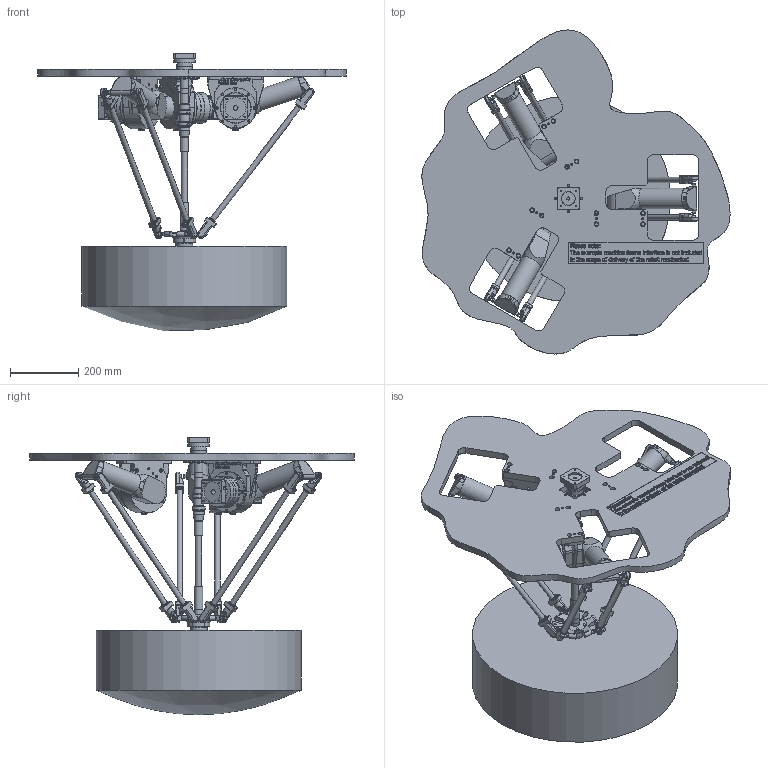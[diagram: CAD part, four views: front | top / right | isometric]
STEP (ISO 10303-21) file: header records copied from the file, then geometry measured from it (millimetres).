
FILE_DESCRIPTION(/* description */ ('Norm.iam Teamplte'),/* implementation_level */ '2;1');
FILE_NAME(/* name */ '3D-model_AL_10002.stp',/* time_stamp */ '2024-07-03T14:34:20+02:00',/* author */ ('lars.merkel'),/* organization */ (''),/* preprocessor_version */ 'ST-DEVELOPER v19.2',/* originating_system */ 'Autodesk Inventor 2023',/* authorisation */ '');
FILE_SCHEMA (('AUTOMOTIVE_DESIGN { 1 0 10303 214 3 1 1 }'));
Products named in the file (14): AL_10002_DUMMY DELTA Robotermechanik RL4-600-1/3kg; MT_WST00111166 Oberarm; MT_WST00117176 Unterarm; MT_WST00111341 Dummy Teleskopwelle; MT_WST00111342 Dummy Teleskop oben; MT_WST00111345 Dummy Werkzeugträger; MT_WST00111346 Flansch; MT_BGR00105211 Dummy Roboterbasis; MT_WST00112118 Dummy Flansch; MT_WST00111349 Getriebe; MT_WST00111551 n/a; MT_WST00111188 Getriebe; MT_WST00110667 Machine frame proposal; MT_WST00111287
Assembly tree (22 placements, depth 3):
  AL_10002_DUMMY DELTA Robotermechanik RL4-600-1/3kg
    MT_WST00111166 Oberarm  x3
    MT_WST00117176 Unterarm  x6
    MT_WST00111341 Dummy Teleskopwelle
    MT_WST00111342 Dummy Teleskop oben
    MT_WST00111345 Dummy Werkzeugträger
    MT_WST00111346 Flansch
    MT_BGR00105211 Dummy Roboterbasis
      MT_WST00112118 Dummy Flansch
      MT_WST00111349 Getriebe
      MT_WST00111551 n/a
      MT_WST00111188 Getriebe  x3
    MT_WST00110667 Machine frame proposal
    MT_WST00111287
Bounding box: 901.66 x 948.19 x 811.94 mm (x, y, z)
Volume: 77157320.9 mm3; surface area: 2959641.6 mm2
Topology: 23 solids, 23 shells, 4460 faces, 11127 edges, 7106 vertices
Faces by surface type: plane 2210, bspline 959, cylinder 759, cone 338, torus 129, sphere 65
Full cylindrical faces by diameter (mm): 3.242 x6, 4.134 x16, 4.917 x41, 5.5 x24, 5.8 x7, 6 x13, 6.6 x4, 6.647 x9, 7 x28, 9 x5, 9.66 x3, 9.8 x3, 10 x3, 10.106 x12, 12 x1, 13 x2, 13.5 x12, 14 x4, 16 x6, 17 x3, 18 x3, 19 x4, 22 x12, 25 x6, 31 x2, 32 x3, 35 x2, 40 x1, 46 x2, 50 x2
Entity records: 122311 total; most frequent: CARTESIAN_POINT 43711, ORIENTED_EDGE 16942, DIRECTION 12779, EDGE_CURVE 8471, VERTEX_POINT 5541, LINE 5187, VECTOR 5187, EDGE_LOOP 3810
